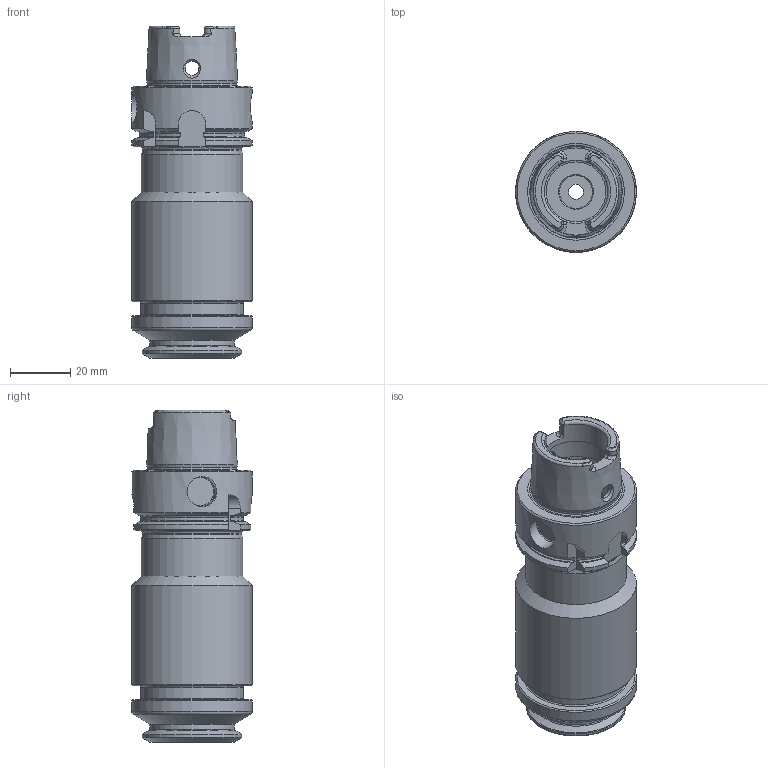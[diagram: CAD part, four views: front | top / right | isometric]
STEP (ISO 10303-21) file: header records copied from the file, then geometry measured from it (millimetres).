
FILE_DESCRIPTION(/* description */ (''),/* implementation_level */ '2;1');
FILE_NAME(/* name */ '254072540.stp',/* time_stamp */ '2021-01-08T12:24:38',/* author */ ('LRA'),/* organization */ ('REGO-FIX'),/* preprocessor_version */ ' Unknown',/* originating_system */ 'SIEMENS PLM Software Solid Edge ST10',/* authorization */ 'Unknown');
FILE_SCHEMA (('AUTOMOTIVE_DESIGN { 1 0 10303 214 2 1 1}'));
Length unit declared in the file: millimetre
Products named in the file (1): NOCUT
Bounding box: 40 x 40 x 110 mm (x, y, z)
Volume: 81235.3 mm3; surface area: 31536 mm2
Topology: 2 solids, 2 shells, 172 faces, 435 edges, 273 vertices
Faces by surface type: plane 56, cylinder 45, cone 37, torus 34
Full cylindrical faces by diameter (mm): 4.6 x2, 5 x1, 10 x2, 10.917 x1, 13 x1, 16 x1, 20.917 x1, 21 x2, 22.2 x1, 23.8 x1, 24.7 x1, 25 x1, 25.5 x1, 28 x1, 29.8 x1, 32.8 x1, 33 x1, 33.5 x1, 34 x1, 40 x3
Entity records: 6104 total; most frequent: CARTESIAN_POINT 1228, DIRECTION 753, ORIENTED_EDGE 678, EDGE_CURVE 339, AXIS2_PLACEMENT_3D 328, EDGE_LOOP 256, FACE_BOUND 256, VERTEX_POINT 247
